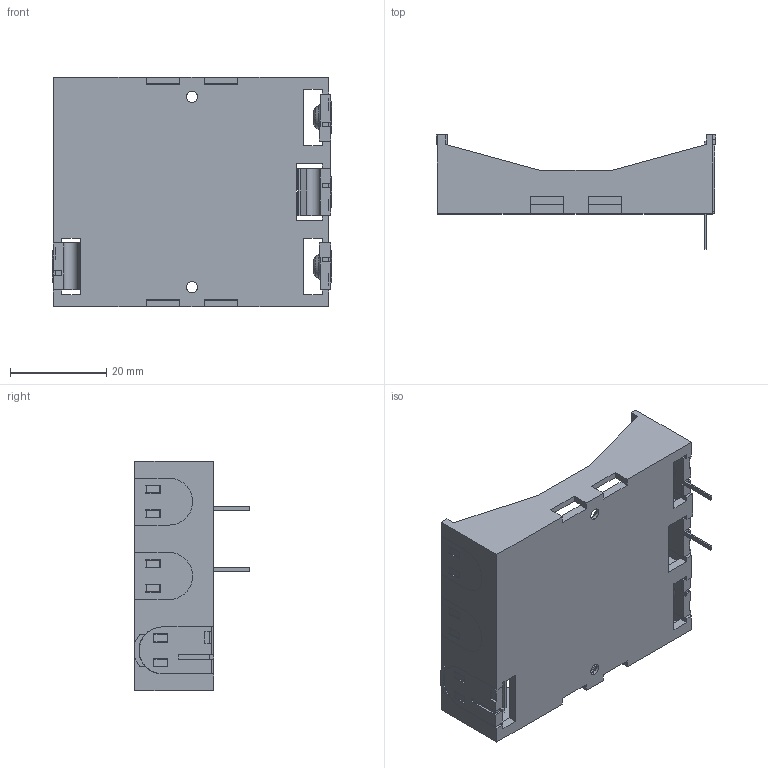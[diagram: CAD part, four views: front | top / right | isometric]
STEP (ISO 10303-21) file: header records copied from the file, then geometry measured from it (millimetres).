
FILE_DESCRIPTION (( 'STEP AP214' ), '1' );
FILE_NAME ('BA3AAPC.STEP', '2019-12-04T15:33:19', ( '' ), ( '' ), 'SwSTEP 2.0', 'SolidWorks 2016', '' );
FILE_SCHEMA (( 'AUTOMOTIVE_DESIGN' ));
Length unit declared in the file: millimetre
Products named in the file (1): BA3AAPC
Bounding box: 58.08 x 23.75 x 47.63 mm (x, y, z)
Volume: 9361.2 mm3; surface area: 15983.1 mm2
Topology: 6 solids, 6 shells, 678 faces, 1945 edges, 1280 vertices
Faces by surface type: plane 566, cylinder 72, torus 24, cone 16
Entity records: 22096 total; most frequent: CARTESIAN_POINT 3904, ORIENTED_EDGE 3890, DIRECTION 3523, EDGE_CURVE 1945, LINE 1725, VECTOR 1725, VERTEX_POINT 1280, AXIS2_PLACEMENT_3D 899
